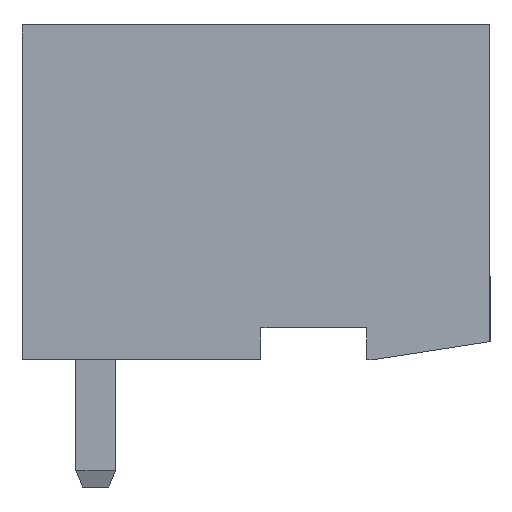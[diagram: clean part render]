
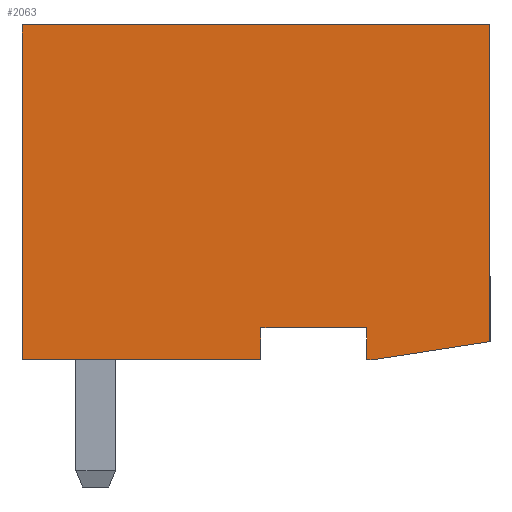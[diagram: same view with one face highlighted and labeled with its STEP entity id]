
A CAD part, left-side view. The second image highlights one B-rep face of the part: STEP entity #2063.
In plain terms, the highlighted planar face has unit normal (-1, 0, 0).
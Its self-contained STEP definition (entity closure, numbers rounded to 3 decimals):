
#2050=AXIS2_PLACEMENT_3D('Plane Axis2P3D',#2047,#2048,#2049) ;
#49=CARTESIAN_POINT('Vertex',(0.,5.75,4.)) ;
#52=CARTESIAN_POINT('Line Origine',(0.,5.75,3.6)) ;
#56=CARTESIAN_POINT('Vertex',(0.,5.75,3.2)) ;
#103=CARTESIAN_POINT('Vertex',(0.,3.1,4.)) ;
#106=CARTESIAN_POINT('Line Origine',(0.,4.425,4.)) ;
#438=CARTESIAN_POINT('Vertex',(0.,3.1,3.2)) ;
#441=CARTESIAN_POINT('Line Origine',(0.,3.1,3.6)) ;
#539=CARTESIAN_POINT('Vertex',(0.,2.9,3.2)) ;
#542=CARTESIAN_POINT('Line Origine',(0.,3.,3.2)) ;
#570=CARTESIAN_POINT('Vertex',(0.,0.,3.65)) ;
#573=CARTESIAN_POINT('Line Origine',(0.,1.45,3.425)) ;
#601=CARTESIAN_POINT('Vertex',(0.,0.,11.6)) ;
#604=CARTESIAN_POINT('Line Origine',(0.,0.,7.625)) ;
#1644=CARTESIAN_POINT('Vertex',(0.,11.75,11.6)) ;
#1647=CARTESIAN_POINT('Line Origine',(0.,5.875,11.6)) ;
#1675=CARTESIAN_POINT('Vertex',(0.,11.75,3.2)) ;
#1678=CARTESIAN_POINT('Line Origine',(0.,11.75,7.4)) ;
#1695=CARTESIAN_POINT('Line Origine',(0.,8.75,3.2)) ;
#2047=CARTESIAN_POINT('Axis2P3D Location',(0.,0.,0.)) ;
#53=DIRECTION('Vector Direction',(0.,0.,1.)) ;
#107=DIRECTION('Vector Direction',(0.,-1.,0.)) ;
#442=DIRECTION('Vector Direction',(0.,0.,-1.)) ;
#543=DIRECTION('Vector Direction',(0.,1.,0.)) ;
#574=DIRECTION('Vector Direction',(0.,-0.988,0.153)) ;
#605=DIRECTION('Vector Direction',(0.,0.,-1.)) ;
#1648=DIRECTION('Vector Direction',(0.,1.,0.)) ;
#1679=DIRECTION('Vector Direction',(0.,0.,1.)) ;
#1696=DIRECTION('Vector Direction',(0.,1.,0.)) ;
#2048=DIRECTION('Axis2P3D Direction',(-1.,0.,0.)) ;
#2049=DIRECTION('Axis2P3D XDirection',(0.,-1.,0.)) ;
#54=VECTOR('Line Direction',#53,1.) ;
#108=VECTOR('Line Direction',#107,1.) ;
#443=VECTOR('Line Direction',#442,1.) ;
#544=VECTOR('Line Direction',#543,1.) ;
#575=VECTOR('Line Direction',#574,1.) ;
#606=VECTOR('Line Direction',#605,1.) ;
#1649=VECTOR('Line Direction',#1648,1.) ;
#1680=VECTOR('Line Direction',#1679,1.) ;
#1697=VECTOR('Line Direction',#1696,1.) ;
#2053=ORIENTED_EDGE('',*,*,#58,.T.) ;
#2054=ORIENTED_EDGE('',*,*,#110,.T.) ;
#2055=ORIENTED_EDGE('',*,*,#445,.T.) ;
#2056=ORIENTED_EDGE('',*,*,#546,.T.) ;
#2057=ORIENTED_EDGE('',*,*,#577,.T.) ;
#2058=ORIENTED_EDGE('',*,*,#608,.T.) ;
#2059=ORIENTED_EDGE('',*,*,#1651,.T.) ;
#2060=ORIENTED_EDGE('',*,*,#1682,.T.) ;
#2061=ORIENTED_EDGE('',*,*,#1699,.T.) ;
#2063=ADVANCED_FACE('HOUSING',(#2062),#2051,.T.) ;
#58=EDGE_CURVE('',#57,#50,#55,.T.) ;
#110=EDGE_CURVE('',#50,#104,#109,.T.) ;
#445=EDGE_CURVE('',#104,#439,#444,.T.) ;
#546=EDGE_CURVE('',#439,#540,#545,.F.) ;
#577=EDGE_CURVE('',#540,#571,#576,.T.) ;
#608=EDGE_CURVE('',#571,#602,#607,.F.) ;
#1651=EDGE_CURVE('',#602,#1645,#1650,.T.) ;
#1682=EDGE_CURVE('',#1645,#1676,#1681,.F.) ;
#1699=EDGE_CURVE('',#1676,#57,#1698,.F.) ;
#2052=EDGE_LOOP('',(#2053,#2054,#2055,#2056,#2057,#2058,#2059,#2060,#2061)) ;
#2062=FACE_OUTER_BOUND('',#2052,.T.) ;
#55=LINE('Line',#52,#54) ;
#109=LINE('Line',#106,#108) ;
#444=LINE('Line',#441,#443) ;
#545=LINE('Line',#542,#544) ;
#576=LINE('Line',#573,#575) ;
#607=LINE('Line',#604,#606) ;
#1650=LINE('Line',#1647,#1649) ;
#1681=LINE('Line',#1678,#1680) ;
#1698=LINE('Line',#1695,#1697) ;
#2051=PLANE('',#2050) ;
#50=VERTEX_POINT('',#49) ;
#57=VERTEX_POINT('',#56) ;
#104=VERTEX_POINT('',#103) ;
#439=VERTEX_POINT('',#438) ;
#540=VERTEX_POINT('',#539) ;
#571=VERTEX_POINT('',#570) ;
#602=VERTEX_POINT('',#601) ;
#1645=VERTEX_POINT('',#1644) ;
#1676=VERTEX_POINT('',#1675) ;
